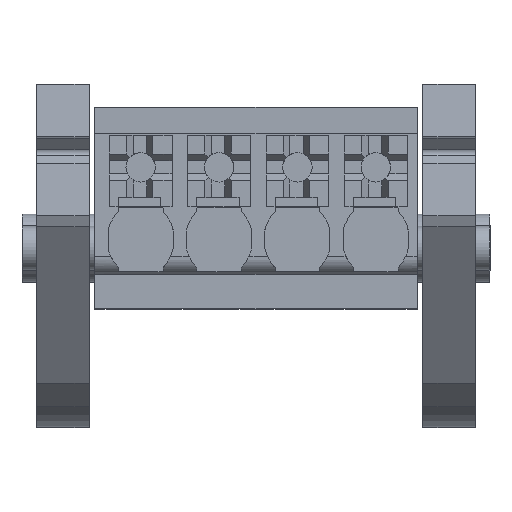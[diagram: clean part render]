
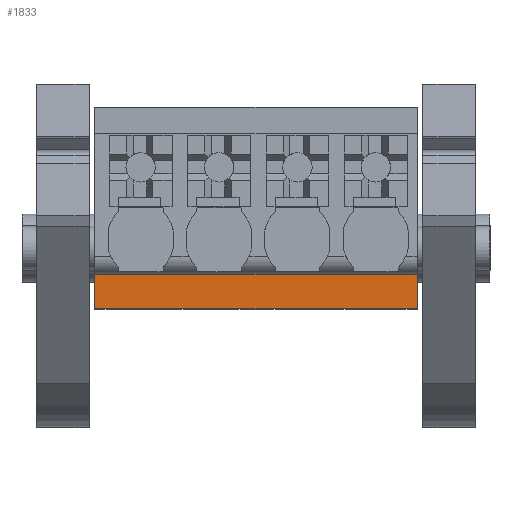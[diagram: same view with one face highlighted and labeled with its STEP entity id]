
A CAD part, top view. The second image highlights one B-rep face of the part: STEP entity #1833.
In plain terms, the highlighted planar face has unit normal (0, 0, 1).
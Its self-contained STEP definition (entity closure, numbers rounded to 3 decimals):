
#1813=AXIS2_PLACEMENT_3D('Plane Axis2P3D',#1810,#1811,#1812) ;
#105=CARTESIAN_POINT('Vertex',(3.25,5.297,20.4)) ;
#108=CARTESIAN_POINT('Line Origine',(3.25,6.06,20.4)) ;
#112=CARTESIAN_POINT('Vertex',(3.25,6.822,20.4)) ;
#1640=CARTESIAN_POINT('Vertex',(17.65,5.297,20.4)) ;
#1643=CARTESIAN_POINT('Line Origine',(10.45,5.297,20.4)) ;
#1810=CARTESIAN_POINT('Axis2P3D Location',(3.43,6.822,20.4)) ;
#1815=CARTESIAN_POINT('Line Origine',(17.65,6.059,20.4)) ;
#1819=CARTESIAN_POINT('Vertex',(17.65,6.822,20.4)) ;
#1822=CARTESIAN_POINT('Line Origine',(10.45,6.822,20.4)) ;
#109=DIRECTION('Vector Direction',(0.,1.,0.)) ;
#1644=DIRECTION('Vector Direction',(1.,0.,0.)) ;
#1811=DIRECTION('Axis2P3D Direction',(-0.,0.,1.)) ;
#1812=DIRECTION('Axis2P3D XDirection',(0.,-1.,0.)) ;
#1816=DIRECTION('Vector Direction',(0.,-1.,0.)) ;
#1823=DIRECTION('Vector Direction',(-1.,0.,0.)) ;
#110=VECTOR('Line Direction',#109,1.) ;
#1645=VECTOR('Line Direction',#1644,1.) ;
#1817=VECTOR('Line Direction',#1816,1.) ;
#1824=VECTOR('Line Direction',#1823,1.) ;
#1828=ORIENTED_EDGE('',*,*,#1647,.T.) ;
#1829=ORIENTED_EDGE('',*,*,#1821,.F.) ;
#1830=ORIENTED_EDGE('',*,*,#1826,.T.) ;
#1831=ORIENTED_EDGE('',*,*,#114,.T.) ;
#1833=ADVANCED_FACE('HOUSING',(#1832),#1814,.T.) ;
#114=EDGE_CURVE('',#113,#106,#111,.F.) ;
#1647=EDGE_CURVE('',#106,#1641,#1646,.T.) ;
#1821=EDGE_CURVE('',#1820,#1641,#1818,.T.) ;
#1826=EDGE_CURVE('',#1820,#113,#1825,.T.) ;
#1827=EDGE_LOOP('',(#1828,#1829,#1830,#1831)) ;
#1832=FACE_OUTER_BOUND('',#1827,.T.) ;
#111=LINE('Line',#108,#110) ;
#1646=LINE('Line',#1643,#1645) ;
#1818=LINE('Line',#1815,#1817) ;
#1825=LINE('Line',#1822,#1824) ;
#1814=PLANE('',#1813) ;
#106=VERTEX_POINT('',#105) ;
#113=VERTEX_POINT('',#112) ;
#1641=VERTEX_POINT('',#1640) ;
#1820=VERTEX_POINT('',#1819) ;
